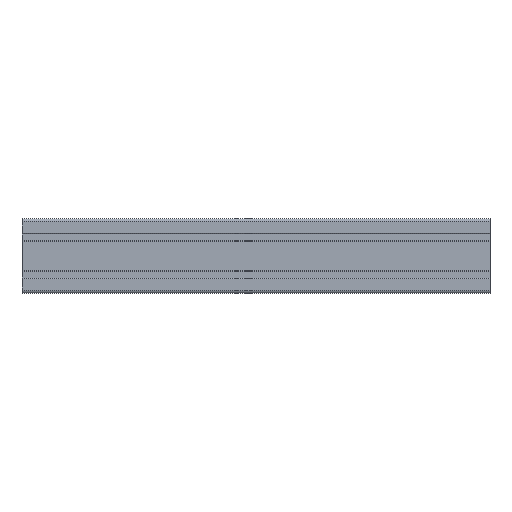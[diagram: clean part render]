
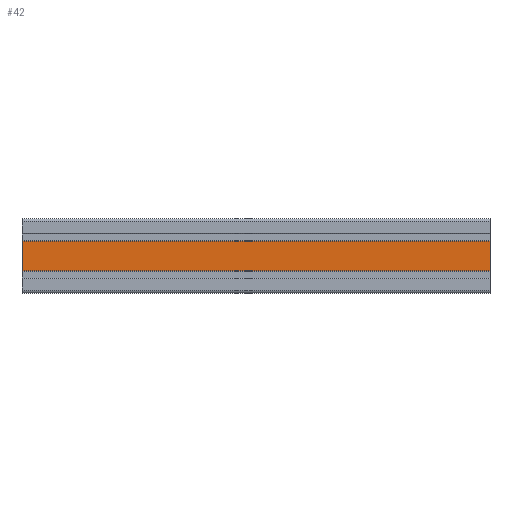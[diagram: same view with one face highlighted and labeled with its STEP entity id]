
A CAD part, top view. The second image highlights one B-rep face of the part: STEP entity #42.
In plain terms, the highlighted planar face has unit normal (0, 0, 1).
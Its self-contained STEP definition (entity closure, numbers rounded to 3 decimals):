
#42 = ADVANCED_FACE ( 'NONE', ( #629 ), #189, .F. ) ;
#53 = ORIENTED_EDGE ( 'NONE', *, *, #402, .T. ) ;
#159 = VECTOR ( 'NONE', #1146, 1000. ) ;
#160 = CARTESIAN_POINT ( 'NONE',  ( 0., 15.9, 4208. ) ) ;
#166 = CARTESIAN_POINT ( 'NONE',  ( 500., -15.9, 4208. ) ) ;
#179 = EDGE_CURVE ( 'NONE', #1106, #692, #682, .T. ) ;
#189 = PLANE ( 'NONE',  #772 ) ;
#194 = CARTESIAN_POINT ( 'NONE',  ( 500., 15.9, 4208. ) ) ;
#244 = EDGE_CURVE ( 'NONE', #609, #334, #812, .T. ) ;
#259 = CARTESIAN_POINT ( 'NONE',  ( 0., -15.9, 4208. ) ) ;
#328 = DIRECTION ( 'NONE',  ( -1., 0., 0. ) ) ;
#332 = EDGE_CURVE ( 'NONE', #609, #1106, #493, .T. ) ;
#334 = VERTEX_POINT ( 'NONE', #160 ) ;
#349 = EDGE_LOOP ( 'NONE', ( #53, #908, #625, #1144 ) ) ;
#374 = CARTESIAN_POINT ( 'NONE',  ( 500., 15.9, 4208. ) ) ;
#402 = EDGE_CURVE ( 'NONE', #334, #692, #1322, .T. ) ;
#407 = DIRECTION ( 'NONE',  ( 0., 0., -1. ) ) ;
#417 = CARTESIAN_POINT ( 'NONE',  ( 0., 15.9, 4208. ) ) ;
#493 = LINE ( 'NONE', #374, #1285 ) ;
#609 = VERTEX_POINT ( 'NONE', #1387 ) ;
#625 = ORIENTED_EDGE ( 'NONE', *, *, #332, .F. ) ;
#629 = FACE_OUTER_BOUND ( 'NONE', #349, .T. ) ;
#639 = DIRECTION ( 'NONE',  ( 0., -1., 0. ) ) ;
#682 = LINE ( 'NONE', #1370, #898 ) ;
#684 = VECTOR ( 'NONE', #639, 1000. ) ;
#692 = VERTEX_POINT ( 'NONE', #259 ) ;
#745 = DIRECTION ( 'NONE',  ( -1., 0., 0. ) ) ;
#772 = AXIS2_PLACEMENT_3D ( 'NONE', #194, #407, #745 ) ;
#812 = LINE ( 'NONE', #1292, #159 ) ;
#828 = DIRECTION ( 'NONE',  ( 0., -1., 0. ) ) ;
#898 = VECTOR ( 'NONE', #328, 1000. ) ;
#908 = ORIENTED_EDGE ( 'NONE', *, *, #179, .F. ) ;
#1106 = VERTEX_POINT ( 'NONE', #166 ) ;
#1144 = ORIENTED_EDGE ( 'NONE', *, *, #244, .T. ) ;
#1146 = DIRECTION ( 'NONE',  ( -1., 0., 0. ) ) ;
#1285 = VECTOR ( 'NONE', #828, 1000. ) ;
#1292 = CARTESIAN_POINT ( 'NONE',  ( 500., 15.9, 4208. ) ) ;
#1322 = LINE ( 'NONE', #417, #684 ) ;
#1370 = CARTESIAN_POINT ( 'NONE',  ( 500., -15.9, 4208. ) ) ;
#1387 = CARTESIAN_POINT ( 'NONE',  ( 500., 15.9, 4208. ) ) ;
